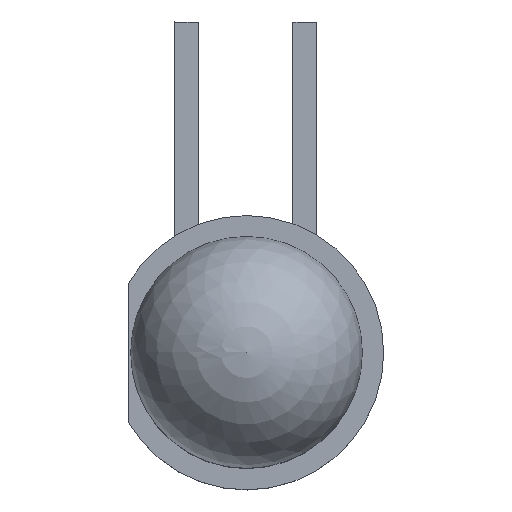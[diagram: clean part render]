
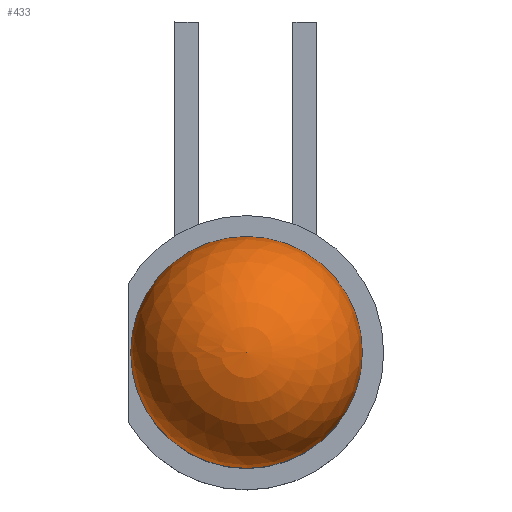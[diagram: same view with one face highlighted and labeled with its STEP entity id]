
A CAD part, top view. The second image highlights one B-rep face of the part: STEP entity #433.
In plain terms, the highlighted spherical face has radius 2.45 mm.
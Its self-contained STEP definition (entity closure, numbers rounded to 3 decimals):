
#17=SPHERICAL_SURFACE('',#479,2.45);
#33=CIRCLE('',#480,2.45);
#34=CIRCLE('',#481,2.45);
#62=FACE_OUTER_BOUND('',#86,.T.);
#86=EDGE_LOOP('',(#370,#371,#372));
#217=VERTEX_POINT('',#711);
#218=VERTEX_POINT('',#713);
#272=EDGE_CURVE('',#217,#217,#33,.T.);
#273=EDGE_CURVE('',#218,#217,#34,.T.);
#370=ORIENTED_EDGE('',*,*,#272,.F.);
#371=ORIENTED_EDGE('',*,*,#273,.F.);
#372=ORIENTED_EDGE('',*,*,#273,.T.);
#433=ADVANCED_FACE('',(#62),#17,.T.);
#479=AXIS2_PLACEMENT_3D('',#710,#584,#585);
#480=AXIS2_PLACEMENT_3D('',#712,#586,#587);
#481=AXIS2_PLACEMENT_3D('',#714,#588,#589);
#584=DIRECTION('center_axis',(0.,0.,1.));
#585=DIRECTION('ref_axis',(1.,0.,0.));
#586=DIRECTION('center_axis',(0.,0.,-1.));
#587=DIRECTION('ref_axis',(1.,0.,0.));
#588=DIRECTION('center_axis',(0.,-1.,0.));
#589=DIRECTION('ref_axis',(-1.,0.,0.));
#710=CARTESIAN_POINT('Origin',(1.27,0.,9.15));
#711=CARTESIAN_POINT('',(-1.18,0.,9.15));
#712=CARTESIAN_POINT('Origin',(1.27,0.,9.15));
#713=CARTESIAN_POINT('',(1.27,0.,11.6));
#714=CARTESIAN_POINT('Origin',(1.27,0.,9.15));
